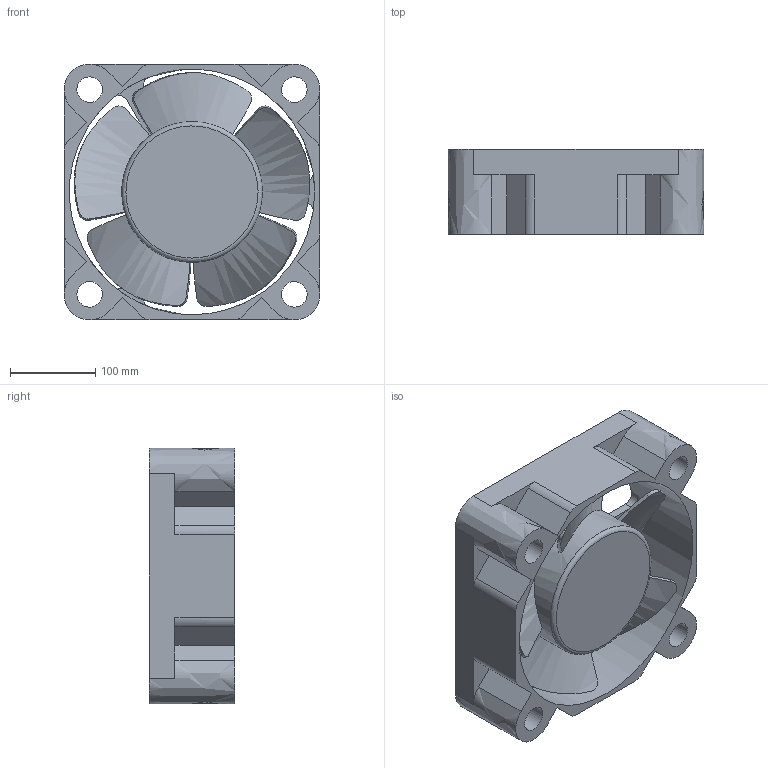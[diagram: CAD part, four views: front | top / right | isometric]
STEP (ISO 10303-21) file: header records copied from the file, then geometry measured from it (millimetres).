
FILE_DESCRIPTION ((), '1');
FILE_NAME ('3010fan.stp', '2019-04-28T16:07:45', ('Unknown'), ('Unknown'), 'HarmonyWare STEP v2.1.0', 'HarmonyWare Translators', '');
FILE_SCHEMA (('CONFIG_CONTROL_DESIGN'));
Length unit declared in the file: centimetre
Assembly tree (1 placements, depth 2):
  (unnamed)
    (unnamed)
Bounding box: 300 x 100 x 300 mm (x, y, z)
Volume: 3889795.1 mm3; surface area: 489980.6 mm2
Topology: 1 solids, 1 shells, 103 faces, 300 edges, 203 vertices
Faces by surface type: bspline 103
Entity records: 5772 total; most frequent: CARTESIAN_POINT 3790, ORIENTED_EDGE 600, EDGE_CURVE 300, B_SPLINE_CURVE_WITH_KNOTS 228, VERTEX_POINT 203, EDGE_LOOP 121, FACE_OUTER_BOUND 103, ADVANCED_FACE 103
